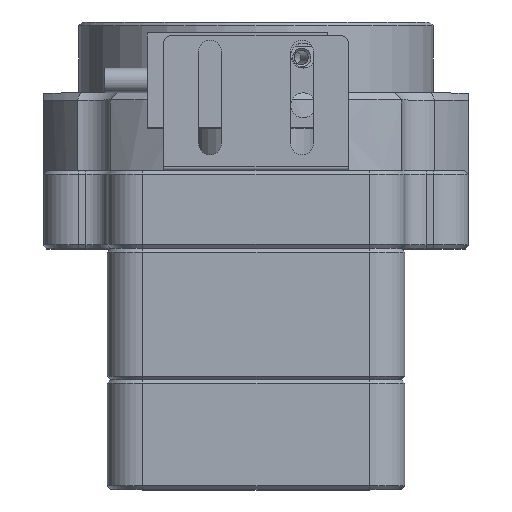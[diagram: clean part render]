
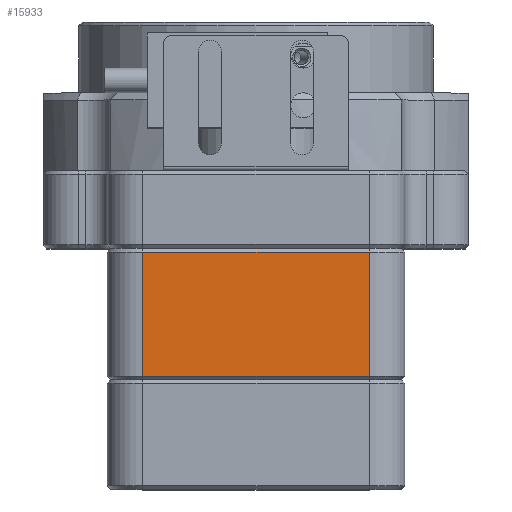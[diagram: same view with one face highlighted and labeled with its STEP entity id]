
A CAD part, top view. The second image highlights one B-rep face of the part: STEP entity #15933.
In plain terms, the highlighted planar face has unit normal (0, 0, 1).
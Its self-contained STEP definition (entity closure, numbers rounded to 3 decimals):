
#144 = DIRECTION ( 'NONE',  ( 1., 0., 0. ) ) ;
#1104 = LINE ( 'NONE', #9937, #17175 ) ;
#1195 = EDGE_CURVE ( 'NONE', #13108, #27468, #7478, .T. ) ;
#3646 = LINE ( 'NONE', #12358, #26110 ) ;
#3848 = VERTEX_POINT ( 'NONE', #23570 ) ;
#4546 = CARTESIAN_POINT ( 'NONE',  ( 16., -18., 53. ) ) ;
#5729 = CARTESIAN_POINT ( 'NONE',  ( 16., 0., 53. ) ) ;
#7333 = DIRECTION ( 'NONE',  ( -1., 0., 0. ) ) ;
#7368 = CARTESIAN_POINT ( 'NONE',  ( -16., -0.5, 53. ) ) ;
#7478 = LINE ( 'NONE', #7368, #23821 ) ;
#9937 = CARTESIAN_POINT ( 'NONE',  ( 16., 0., 53. ) ) ;
#10094 = CARTESIAN_POINT ( 'NONE',  ( -16., -0.5, 53. ) ) ;
#10855 = VERTEX_POINT ( 'NONE', #4546 ) ;
#11092 = LINE ( 'NONE', #19394, #21373 ) ;
#12358 = CARTESIAN_POINT ( 'NONE',  ( -16., 0., 53. ) ) ;
#12757 = EDGE_CURVE ( 'NONE', #3848, #10855, #11092, .T. ) ;
#13108 = VERTEX_POINT ( 'NONE', #17828 ) ;
#14328 = DIRECTION ( 'NONE',  ( 0., 0., -1. ) ) ;
#15364 = EDGE_LOOP ( 'NONE', ( #20388, #20301, #20230, #20160 ) ) ;
#15933 = ADVANCED_FACE ( 'NONE', ( #16360 ), #24646, .F. ) ;
#16189 = AXIS2_PLACEMENT_3D ( 'NONE', #5729, #14328, #22596 ) ;
#16360 = FACE_OUTER_BOUND ( 'NONE', #15364, .T. ) ;
#17107 = EDGE_CURVE ( 'NONE', #27468, #3848, #3646, .T. ) ;
#17175 = VECTOR ( 'NONE', #18246, 1000. ) ;
#17828 = CARTESIAN_POINT ( 'NONE',  ( 16., -0.5, 53. ) ) ;
#18246 = DIRECTION ( 'NONE',  ( 0., -1., 0. ) ) ;
#19394 = CARTESIAN_POINT ( 'NONE',  ( 16., -18., 53. ) ) ;
#20160 = ORIENTED_EDGE ( 'NONE', *, *, #1195, .T. ) ;
#20230 = ORIENTED_EDGE ( 'NONE', *, *, #26165, .F. ) ;
#20301 = ORIENTED_EDGE ( 'NONE', *, *, #12757, .T. ) ;
#20388 = ORIENTED_EDGE ( 'NONE', *, *, #17107, .T. ) ;
#20640 = DIRECTION ( 'NONE',  ( 0., -1., 0. ) ) ;
#21373 = VECTOR ( 'NONE', #144, 1000. ) ;
#22596 = DIRECTION ( 'NONE',  ( -1., 0., 0. ) ) ;
#23570 = CARTESIAN_POINT ( 'NONE',  ( -16., -18., 53. ) ) ;
#23821 = VECTOR ( 'NONE', #7333, 1000. ) ;
#24646 = PLANE ( 'NONE',  #16189 ) ;
#26110 = VECTOR ( 'NONE', #20640, 1000. ) ;
#26165 = EDGE_CURVE ( 'NONE', #13108, #10855, #1104, .T. ) ;
#27468 = VERTEX_POINT ( 'NONE', #10094 ) ;
